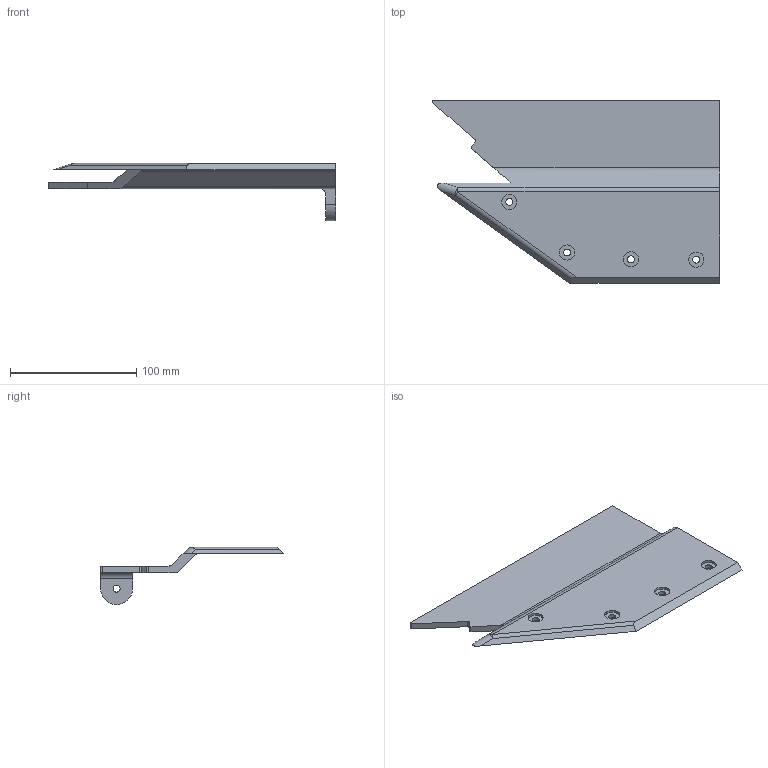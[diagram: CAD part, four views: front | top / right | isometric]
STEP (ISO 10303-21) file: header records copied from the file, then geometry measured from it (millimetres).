
FILE_DESCRIPTION(/* description */ (''),/* implementation_level */ '2;1');
FILE_NAME(/* name */ 'frontLeftSidePlate.stp',/* time_stamp */ '2025-01-06T17:37:12-05:00',/* author */ ('derm'),/* organization */ (''),/* preprocessor_version */ 'ST-DEVELOPER v20',/* originating_system */ 'Autodesk Inventor 2025',/* authorisation */ '');
FILE_SCHEMA (('AUTOMOTIVE_DESIGN { 1 0 10303 214 3 1 1 }'));
Length unit declared in the file: millimetre
Products named in the file (1): frontLeftSidePlate
Bounding box: 228.03 x 145.03 x 45.4 mm (x, y, z)
Volume: 147722.9 mm3; surface area: 60418.5 mm2
Topology: 1 solids, 1 shells, 41 faces, 102 edges, 67 vertices
Faces by surface type: cylinder 21, plane 19, sphere 1
Full cylindrical faces by diameter (mm): 5.5 x5, 12 x4
Entity records: 1297 total; most frequent: DIRECTION 228, CARTESIAN_POINT 211, ORIENTED_EDGE 204, EDGE_CURVE 102, AXIS2_PLACEMENT_3D 84, VERTEX_POINT 67, LINE 60, VECTOR 60
